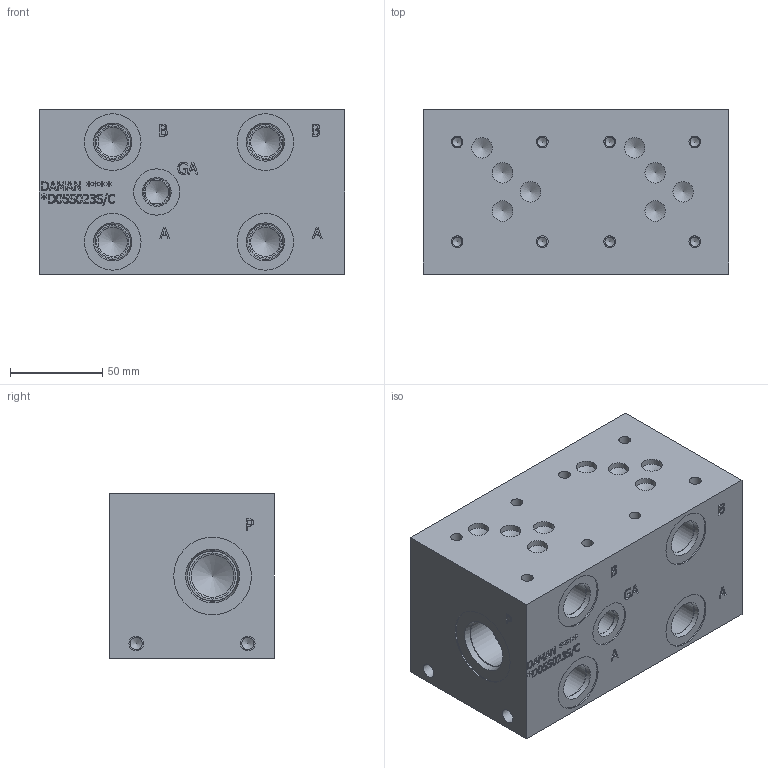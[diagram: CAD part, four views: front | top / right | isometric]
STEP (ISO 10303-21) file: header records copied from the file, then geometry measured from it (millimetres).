
FILE_DESCRIPTION(/* description */ (''),/* implementation_level */ '2;1');
FILE_NAME(/* name */ '_D05S023S_C.stp',/* time_stamp */ '2020-04-08T16:29:11-04:00',/* author */ ('trevorh'),/* organization */ (''),/* preprocessor_version */ 'ST-DEVELOPER v17',/* originating_system */ 'Autodesk Inventor 2019',/* authorisation */ '');
FILE_SCHEMA (('AUTOMOTIVE_DESIGN { 1 0 10303 214 3 1 1 }'));
Length unit declared in the file: millimetre
Products named in the file (1): Part_AD05S023S~C_3D
Bounding box: 165.1 x 88.9 x 88.9 mm (x, y, z)
Volume: 1214605.6 mm3; surface area: 94768.8 mm2
Topology: 1 solids, 1 shells, 645 faces, 1772 edges, 1198 vertices
Faces by surface type: plane 336, bspline 181, cylinder 74, cone 54
Full cylindrical faces by diameter (mm): 5.105 x8, 6.35 x8, 6.528 x4, 7.925 x4, 11.125 x8, 12.7 x2, 12.9 x1, 14.275 x2, 14.529 x1, 15.875 x4, 15.9 x1, 17.501 x4, 19.05 x4, 19.253 x4, 20.62 x1, 22.23 x1, 22.54 x1, 23.012 x2, 24.917 x2, 25.019 x1, 26.99 x2, 27.432 x2, 30.16 x1, 30.632 x4, 42.037 x1
Entity records: 21839 total; most frequent: CARTESIAN_POINT 5941, ORIENTED_EDGE 3488, DIRECTION 2590, EDGE_CURVE 1744, VERTEX_POINT 1198, LINE 1104, VECTOR 1104, AXIS2_PLACEMENT_3D 743
